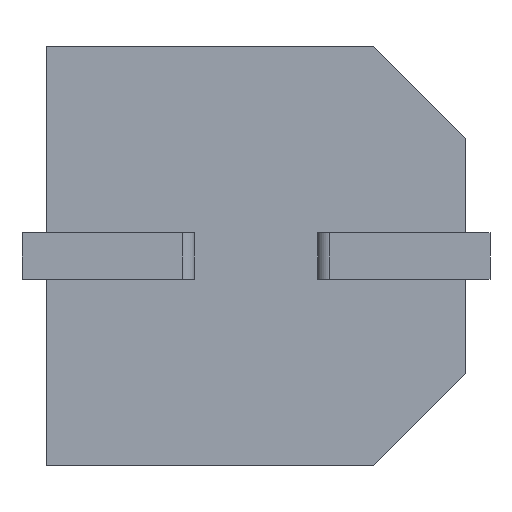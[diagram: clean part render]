
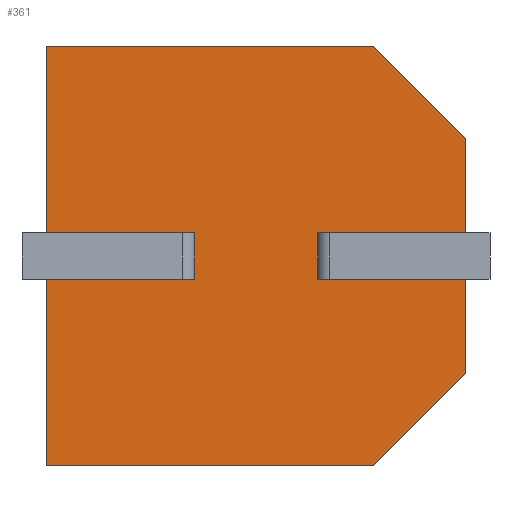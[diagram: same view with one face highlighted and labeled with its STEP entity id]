
A CAD part, front view. The second image highlights one B-rep face of the part: STEP entity #361.
In plain terms, the highlighted planar face has unit normal (0, -1, 0).
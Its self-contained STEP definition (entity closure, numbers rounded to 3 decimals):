
#15 = CARTESIAN_POINT ( 'NONE',  ( 4.4, 0., -3.775 ) ) ;
#88 = DIRECTION ( 'NONE',  ( 0., 0., -1. ) ) ;
#131 = ORIENTED_EDGE ( 'NONE', *, *, #575, .F. ) ;
#159 = VECTOR ( 'NONE', #2469, 1000. ) ;
#182 = CARTESIAN_POINT ( 'NONE',  ( 0., 0., 0. ) ) ;
#270 = DIRECTION ( 'NONE',  ( 0., 0., 1. ) ) ;
#278 = CARTESIAN_POINT ( 'NONE',  ( 0., 0., 0. ) ) ;
#343 = ORIENTED_EDGE ( 'NONE', *, *, #1115, .T. ) ;
#349 = VERTEX_POINT ( 'NONE', #916 ) ;
#359 = LINE ( 'NONE', #1105, #2027 ) ;
#361 = ADVANCED_FACE ( 'NONE', ( #554 ), #1675, .F. ) ;
#409 = CARTESIAN_POINT ( 'NONE',  ( 5.301, 0., 0. ) ) ;
#443 = DIRECTION ( 'NONE',  ( 0., 0., -1. ) ) ;
#454 = CARTESIAN_POINT ( 'NONE',  ( 0., 0., 0. ) ) ;
#507 = DIRECTION ( 'NONE',  ( 1., 0., 0. ) ) ;
#523 = CARTESIAN_POINT ( 'NONE',  ( 6.8, 0., 0. ) ) ;
#534 = ORIENTED_EDGE ( 'NONE', *, *, #1314, .T. ) ;
#554 = FACE_OUTER_BOUND ( 'NONE', #2483, .T. ) ;
#575 = EDGE_CURVE ( 'NONE', #349, #2245, #2754, .T. ) ;
#590 = DIRECTION ( 'NONE',  ( 0., 0., -1. ) ) ;
#695 = EDGE_CURVE ( 'NONE', #2849, #1189, #2750, .T. ) ;
#724 = ORIENTED_EDGE ( 'NONE', *, *, #1527, .T. ) ;
#735 = CARTESIAN_POINT ( 'NONE',  ( 2.4, 0., -3.775 ) ) ;
#800 = ORIENTED_EDGE ( 'NONE', *, *, #695, .T. ) ;
#811 = VECTOR ( 'NONE', #88, 1000. ) ;
#814 = CARTESIAN_POINT ( 'NONE',  ( 0., 0., 0. ) ) ;
#912 = CARTESIAN_POINT ( 'NONE',  ( 6.8, 0., -3.025 ) ) ;
#916 = CARTESIAN_POINT ( 'NONE',  ( 2.4, 0., -3.025 ) ) ;
#917 = DIRECTION ( 'NONE',  ( 1., 0., 0. ) ) ;
#933 = CARTESIAN_POINT ( 'NONE',  ( 5.301, 0., 0. ) ) ;
#948 = LINE ( 'NONE', #2221, #2600 ) ;
#960 = DIRECTION ( 'NONE',  ( -0.707, 0., 0.707 ) ) ;
#979 = EDGE_CURVE ( 'NONE', #2418, #1687, #1296, .T. ) ;
#1003 = ORIENTED_EDGE ( 'NONE', *, *, #1546, .F. ) ;
#1013 = VECTOR ( 'NONE', #2795, 1000. ) ;
#1040 = ORIENTED_EDGE ( 'NONE', *, *, #1677, .T. ) ;
#1041 = CARTESIAN_POINT ( 'NONE',  ( 2.4, 0., -3.025 ) ) ;
#1082 = VECTOR ( 'NONE', #960, 1000. ) ;
#1105 = CARTESIAN_POINT ( 'NONE',  ( 4.4, 0., -3.775 ) ) ;
#1115 = EDGE_CURVE ( 'NONE', #1189, #2418, #948, .T. ) ;
#1148 = CARTESIAN_POINT ( 'NONE',  ( 4.4, 0., -3.025 ) ) ;
#1149 = VERTEX_POINT ( 'NONE', #1999 ) ;
#1164 = EDGE_CURVE ( 'NONE', #1873, #2849, #2785, .T. ) ;
#1179 = LINE ( 'NONE', #523, #1581 ) ;
#1189 = VERTEX_POINT ( 'NONE', #1688 ) ;
#1245 = DIRECTION ( 'NONE',  ( 0.707, 0., 0.707 ) ) ;
#1278 = EDGE_CURVE ( 'NONE', #1149, #2964, #2394, .T. ) ;
#1291 = ORIENTED_EDGE ( 'NONE', *, *, #2471, .T. ) ;
#1296 = LINE ( 'NONE', #1745, #2033 ) ;
#1314 = EDGE_CURVE ( 'NONE', #2706, #2245, #1878, .T. ) ;
#1380 = CARTESIAN_POINT ( 'NONE',  ( 0., 0., -3.025 ) ) ;
#1411 = EDGE_CURVE ( 'NONE', #1873, #349, #3065, .T. ) ;
#1443 = VECTOR ( 'NONE', #590, 1000. ) ;
#1483 = EDGE_CURVE ( 'NONE', #2421, #2445, #359, .T. ) ;
#1485 = DIRECTION ( 'NONE',  ( 0., 0., 1. ) ) ;
#1496 = VECTOR ( 'NONE', #2283, 1000. ) ;
#1527 = EDGE_CURVE ( 'NONE', #2890, #2964, #2597, .T. ) ;
#1532 = CARTESIAN_POINT ( 'NONE',  ( 6.8, 0., 0. ) ) ;
#1546 = EDGE_CURVE ( 'NONE', #2706, #2059, #1875, .T. ) ;
#1581 = VECTOR ( 'NONE', #2871, 1000. ) ;
#1675 = PLANE ( 'NONE',  #2148 ) ;
#1677 = EDGE_CURVE ( 'NONE', #1149, #2059, #2389, .T. ) ;
#1687 = VERTEX_POINT ( 'NONE', #2157 ) ;
#1688 = CARTESIAN_POINT ( 'NONE',  ( 0., 0., -6.8 ) ) ;
#1745 = CARTESIAN_POINT ( 'NONE',  ( 6.8, 0., -5.301 ) ) ;
#1801 = CARTESIAN_POINT ( 'NONE',  ( 2.4, 0., -3.775 ) ) ;
#1852 = DIRECTION ( 'NONE',  ( 1., 0., 0. ) ) ;
#1873 = VERTEX_POINT ( 'NONE', #1801 ) ;
#1875 = LINE ( 'NONE', #454, #1013 ) ;
#1878 = LINE ( 'NONE', #814, #811 ) ;
#1951 = VECTOR ( 'NONE', #2333, 1000. ) ;
#1999 = CARTESIAN_POINT ( 'NONE',  ( 6.8, 0., -1.499 ) ) ;
#2015 = ORIENTED_EDGE ( 'NONE', *, *, #1411, .F. ) ;
#2027 = VECTOR ( 'NONE', #1852, 1000. ) ;
#2033 = VECTOR ( 'NONE', #1245, 1000. ) ;
#2059 = VERTEX_POINT ( 'NONE', #409 ) ;
#2075 = CARTESIAN_POINT ( 'NONE',  ( 2.4, 0., -3.775 ) ) ;
#2132 = CARTESIAN_POINT ( 'NONE',  ( 4.4, 0., -3.775 ) ) ;
#2146 = VECTOR ( 'NONE', #443, 1000. ) ;
#2148 = AXIS2_PLACEMENT_3D ( 'NONE', #3139, #2409, #1485 ) ;
#2157 = CARTESIAN_POINT ( 'NONE',  ( 6.8, 0., -5.301 ) ) ;
#2221 = CARTESIAN_POINT ( 'NONE',  ( 0., 0., -6.8 ) ) ;
#2245 = VERTEX_POINT ( 'NONE', #1380 ) ;
#2266 = LINE ( 'NONE', #15, #2307 ) ;
#2283 = DIRECTION ( 'NONE',  ( -1., 0., 0. ) ) ;
#2307 = VECTOR ( 'NONE', #270, 1000. ) ;
#2333 = DIRECTION ( 'NONE',  ( 0., 0., 1. ) ) ;
#2389 = LINE ( 'NONE', #933, #1082 ) ;
#2394 = LINE ( 'NONE', #1532, #1443 ) ;
#2409 = DIRECTION ( 'NONE',  ( 0., 1., 0. ) ) ;
#2418 = VERTEX_POINT ( 'NONE', #3109 ) ;
#2421 = VERTEX_POINT ( 'NONE', #2132 ) ;
#2423 = CARTESIAN_POINT ( 'NONE',  ( 0., 0., -3.775 ) ) ;
#2445 = VERTEX_POINT ( 'NONE', #2880 ) ;
#2458 = ORIENTED_EDGE ( 'NONE', *, *, #1483, .F. ) ;
#2469 = DIRECTION ( 'NONE',  ( -1., 0., 0. ) ) ;
#2471 = EDGE_CURVE ( 'NONE', #2421, #2890, #2266, .T. ) ;
#2483 = EDGE_LOOP ( 'NONE', ( #2458, #1291, #724, #3082, #1040, #1003, #534, #131, #2015, #2699, #800, #343, #3130, #2735 ) ) ;
#2533 = VECTOR ( 'NONE', #917, 1000. ) ;
#2597 = LINE ( 'NONE', #1148, #2533 ) ;
#2600 = VECTOR ( 'NONE', #507, 1000. ) ;
#2699 = ORIENTED_EDGE ( 'NONE', *, *, #1164, .T. ) ;
#2706 = VERTEX_POINT ( 'NONE', #278 ) ;
#2735 = ORIENTED_EDGE ( 'NONE', *, *, #3055, .F. ) ;
#2750 = LINE ( 'NONE', #182, #2146 ) ;
#2754 = LINE ( 'NONE', #1041, #1496 ) ;
#2785 = LINE ( 'NONE', #735, #159 ) ;
#2795 = DIRECTION ( 'NONE',  ( 1., 0., 0. ) ) ;
#2849 = VERTEX_POINT ( 'NONE', #2423 ) ;
#2861 = CARTESIAN_POINT ( 'NONE',  ( 4.4, 0., -3.025 ) ) ;
#2871 = DIRECTION ( 'NONE',  ( 0., 0., -1. ) ) ;
#2880 = CARTESIAN_POINT ( 'NONE',  ( 6.8, 0., -3.775 ) ) ;
#2890 = VERTEX_POINT ( 'NONE', #2861 ) ;
#2964 = VERTEX_POINT ( 'NONE', #912 ) ;
#3055 = EDGE_CURVE ( 'NONE', #2445, #1687, #1179, .T. ) ;
#3065 = LINE ( 'NONE', #2075, #1951 ) ;
#3082 = ORIENTED_EDGE ( 'NONE', *, *, #1278, .F. ) ;
#3109 = CARTESIAN_POINT ( 'NONE',  ( 5.301, 0., -6.8 ) ) ;
#3130 = ORIENTED_EDGE ( 'NONE', *, *, #979, .T. ) ;
#3139 = CARTESIAN_POINT ( 'NONE',  ( 0., 0., 0. ) ) ;
